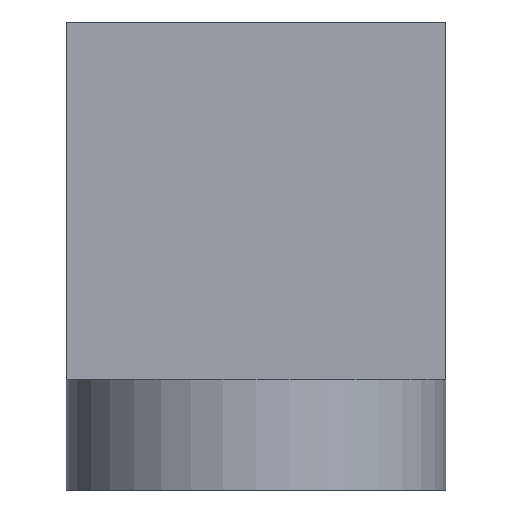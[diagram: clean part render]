
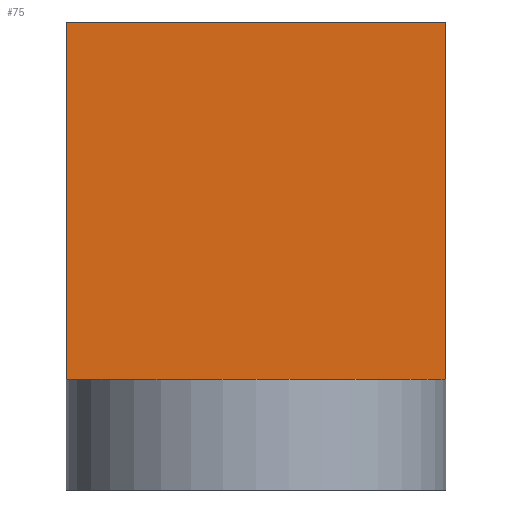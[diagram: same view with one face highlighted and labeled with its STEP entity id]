
A CAD part, left-side view. The second image highlights one B-rep face of the part: STEP entity #75.
In plain terms, the highlighted planar face has unit normal (-1, 0, 0).
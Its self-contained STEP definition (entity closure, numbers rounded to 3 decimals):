
#75=ADVANCED_FACE('',(#107),#95,.F.);
#95=PLANE('',#394);
#107=FACE_OUTER_BOUND('',#118,.T.);
#118=EDGE_LOOP('',(#146,#147,#148,#149));
#146=ORIENTED_EDGE('',*,*,#277,.F.);
#147=ORIENTED_EDGE('',*,*,#278,.F.);
#148=ORIENTED_EDGE('',*,*,#279,.T.);
#149=ORIENTED_EDGE('',*,*,#280,.T.);
#242=VERTEX_POINT('',#534);
#243=VERTEX_POINT('',#535);
#244=VERTEX_POINT('',#537);
#245=VERTEX_POINT('',#539);
#277=EDGE_CURVE('',#242,#243,#325,.T.);
#278=EDGE_CURVE('',#244,#242,#326,.T.);
#279=EDGE_CURVE('',#244,#245,#327,.T.);
#280=EDGE_CURVE('',#245,#243,#328,.T.);
#325=LINE('',#533,#359);
#326=LINE('',#536,#360);
#327=LINE('',#538,#361);
#328=LINE('',#540,#362);
#359=VECTOR('',#430,1.);
#360=VECTOR('',#431,1.);
#361=VECTOR('',#432,1.);
#362=VECTOR('',#433,1.);
#394=AXIS2_PLACEMENT_3D('',#541,#434,#435);
#430=DIRECTION('',(0.,1.,0.));
#431=DIRECTION('',(0.,0.,-1.));
#432=DIRECTION('',(0.,1.,0.));
#433=DIRECTION('',(0.,0.,-1.));
#434=DIRECTION('',(1.,0.,0.));
#435=DIRECTION('',(0.,0.,-1.));
#533=CARTESIAN_POINT('',(-1.5,-11.,3.2));
#534=CARTESIAN_POINT('',(-1.5,-11.,3.2));
#535=CARTESIAN_POINT('',(-1.5,0.,3.2));
#536=CARTESIAN_POINT('',(-1.5,-11.,10.85));
#537=CARTESIAN_POINT('',(-1.5,-11.,13.55));
#538=CARTESIAN_POINT('',(-1.5,-11.,13.55));
#539=CARTESIAN_POINT('',(-1.5,0.,13.55));
#540=CARTESIAN_POINT('',(-1.5,0.,13.55));
#541=CARTESIAN_POINT('',(-1.5,-11.,13.55));
